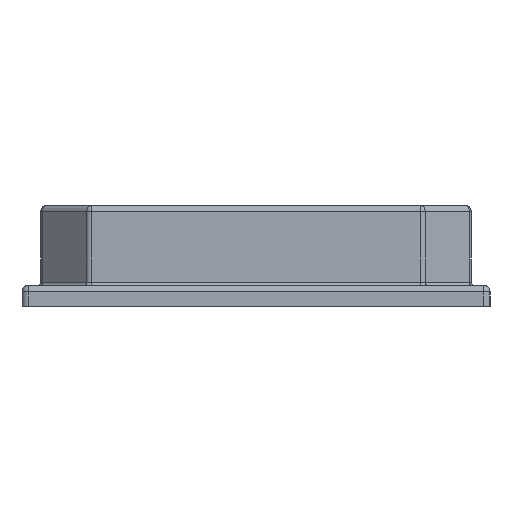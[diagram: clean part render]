
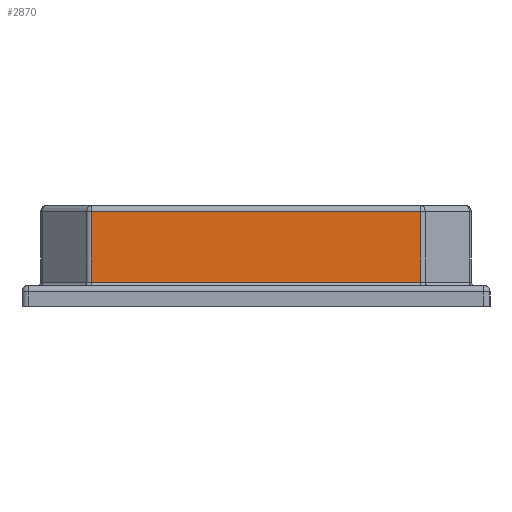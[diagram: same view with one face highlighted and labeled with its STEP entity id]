
A CAD part, left-side view. The second image highlights one B-rep face of the part: STEP entity #2870.
In plain terms, the highlighted planar face has unit normal (-1, 0, 0).
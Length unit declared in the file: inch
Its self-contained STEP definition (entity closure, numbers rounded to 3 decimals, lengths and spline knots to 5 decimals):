
#2831=CARTESIAN_POINT('',(-5.749,3.08429,1.78));
#2832=VERTEX_POINT('no 15687',#2831);
#2833=CARTESIAN_POINT('',(-5.749,3.08429,0.46));
#2834=VERTEX_POINT('no 16573',#2833);
#2835=CARTESIAN_POINT('',(-5.749,3.08429,1.9));
#2836=DIRECTION('',(0.0,0.0,-1.0));
#2837=VECTOR('',#2836,1.0);
#2838=LINE('',#2835,#2837);
#2839=EDGE_CURVE('no 8308',#2832,#2834,#2838,.T.);
#2840=ORIENTED_EDGE('',*,*,#2839,.T.);
#2841=CARTESIAN_POINT('',(-5.749,-3.08429,0.46));
#2842=VERTEX_POINT('no 16565',#2841);
#2843=CARTESIAN_POINT('',(-5.749,-3.08429,0.46));
#2844=DIRECTION('',(-0.0,-1.0,0.0));
#2845=VECTOR('',#2844,1.0);
#2846=LINE('',#2843,#2845);
#2847=EDGE_CURVE('no 8469',#2834,#2842,#2846,.T.);
#2848=ORIENTED_EDGE('',*,*,#2847,.T.);
#2849=CARTESIAN_POINT('',(-5.749,-3.08429,1.78));
#2850=VERTEX_POINT('no 15691',#2849);
#2851=CARTESIAN_POINT('',(-5.749,-3.08429,1.9));
#2852=DIRECTION('',(0.0,0.0,1.0));
#2853=VECTOR('',#2852,1.0);
#2854=LINE('',#2851,#2853);
#2855=EDGE_CURVE('no 8300',#2842,#2850,#2854,.T.);
#2856=ORIENTED_EDGE('',*,*,#2855,.T.);
#2857=CARTESIAN_POINT('',(-5.749,3.134,1.78));
#2858=DIRECTION('',(0.0,1.0,0.0));
#2859=VECTOR('',#2858,1.0);
#2860=LINE('',#2857,#2859);
#2861=EDGE_CURVE('no 8267',#2850,#2832,#2860,.T.);
#2862=ORIENTED_EDGE('',*,*,#2861,.T.);
#2863=EDGE_LOOP('no 262',(#2840,#2848,#2856,#2862));
#2864=FACE_OUTER_BOUND('',#2863,.T.);
#2865=CARTESIAN_POINT('',(-5.749,-3.134,1.9));
#2866=DIRECTION('',(-1.0,0.0,0.0));
#2867=DIRECTION('',(-0.0,-1.0,0.0));
#2868=AXIS2_PLACEMENT_3D('',#2865,#2866,#2867);
#2869=PLANE('',#2868);
#2870=ADVANCED_FACE('no 6930',(#2864),#2869,.T.);
